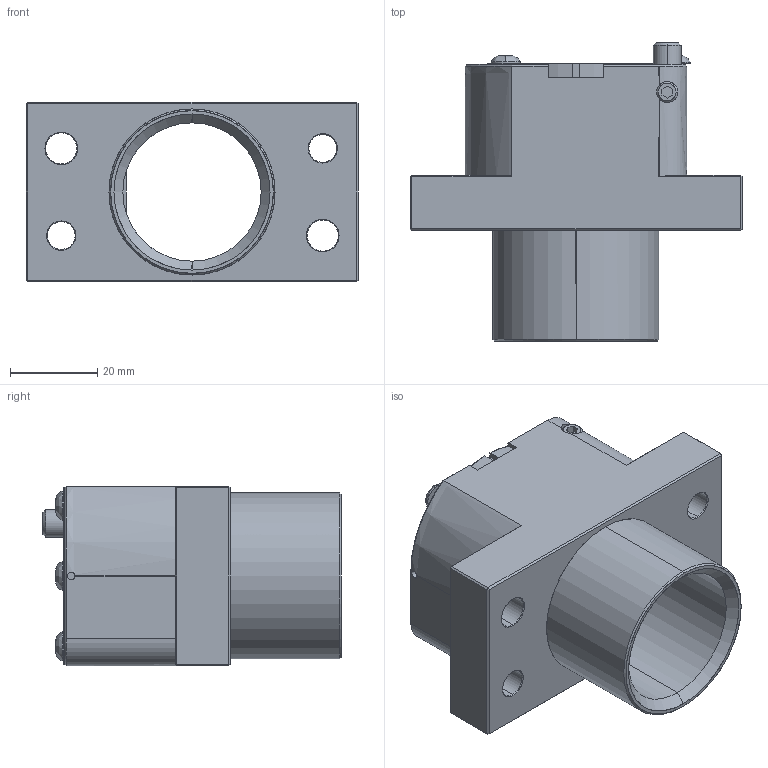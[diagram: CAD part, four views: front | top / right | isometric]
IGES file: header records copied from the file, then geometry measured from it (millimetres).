
Start section: SolidWorks IGES file using analytic representation for surfaces
Global section: file name: PB207-1.00.IGS; native system: SolidWorks 2007; preprocessor: SolidWorks 2007; author: tmiller; date: 080913.141528; units: inch
Bounding box: 76.2 x 68.5 x 41.27 mm (x, y, z)
Surface area: 25673.6 mm2 (no closed solid volume)
Topology: 0 solids, 0 shells, 405 faces, 2828 edges, 2818 vertices
Faces by surface type: revolution 207, bspline 198
